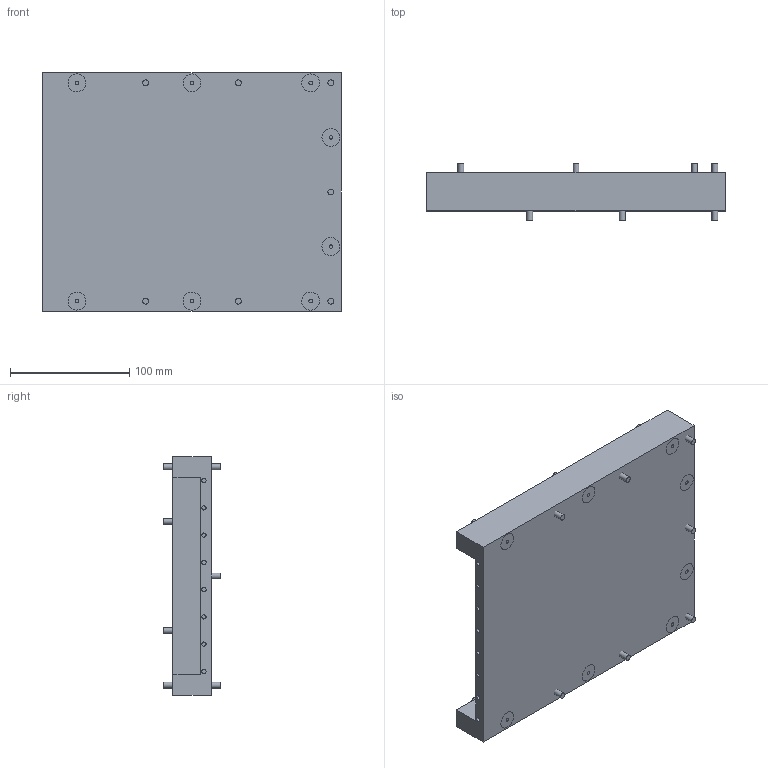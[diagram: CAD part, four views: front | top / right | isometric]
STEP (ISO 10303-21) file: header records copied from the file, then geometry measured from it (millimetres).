
FILE_DESCRIPTION(/* description */ (''),/* implementation_level */ '2;1');
FILE_NAME(/* name */ 'case0.stp',/* time_stamp */ '2026-01-24T15:40:04+01:00',/* author */ ('szymo'),/* organization */ (''),/* preprocessor_version */ 'ST-DEVELOPER v19',/* originating_system */ 'Autodesk Inventor 2023',/* authorisation */ '');
FILE_SCHEMA (('AUTOMOTIVE_DESIGN { 1 0 10303 214 3 1 1 }'));
Length unit declared in the file: millimetre
Products named in the file (3): main'; case0; claw_nut
Assembly tree (16 placements, depth 2):
  main'
    case0
    claw_nut  x15
Bounding box: 250 x 48 x 200 mm (x, y, z)
Volume: 695489 mm3; surface area: 163639.8 mm2
Topology: 16 solids, 16 shells, 352 faces, 915 edges, 610 vertices
Faces by surface type: plane 299, cylinder 53
Full cylindrical faces by diameter (mm): 1 x7, 3 x8, 3.6 x8, 5 x15, 15 x15
Entity records: 2172 total; most frequent: DIRECTION 371, CARTESIAN_POINT 342, ORIENTED_EDGE 318, EDGE_CURVE 159, AXIS2_PLACEMENT_3D 135, VERTEX_POINT 106, EDGE_LOOP 105, LINE 101
